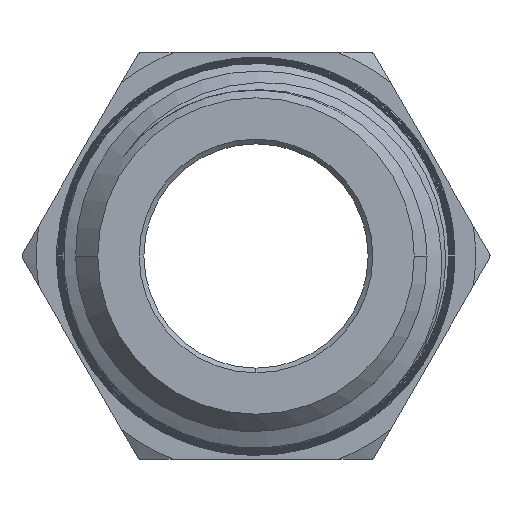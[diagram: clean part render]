
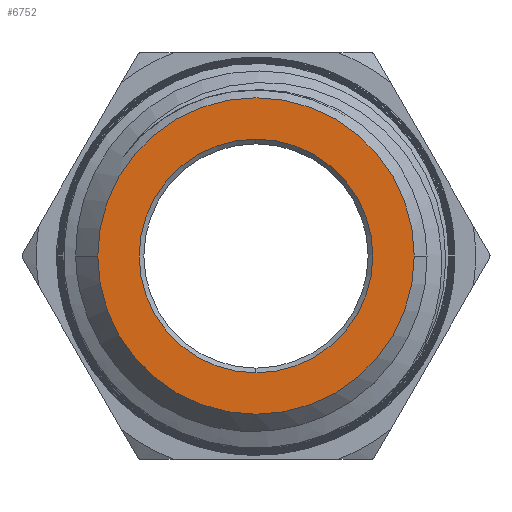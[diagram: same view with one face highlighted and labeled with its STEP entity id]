
A CAD part, left-side view. The second image highlights one B-rep face of the part: STEP entity #6752.
In plain terms, the highlighted planar face has unit normal (-1, 0, 0).
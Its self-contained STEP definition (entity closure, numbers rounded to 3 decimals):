
#2080=CARTESIAN_POINT('',(-18.05,0.,0.));
#2081=DIRECTION('',(1.,0.,0.));
#2082=DIRECTION('',(0.,-1.,0.));
#2083=AXIS2_PLACEMENT_3D('',#2080,#2081,#2082);
#2085=CARTESIAN_POINT('',(-18.05,0.,0.));
#2086=DIRECTION('',(1.,0.,0.));
#2087=DIRECTION('',(0.,1.,0.));
#2088=AXIS2_PLACEMENT_3D('',#2085,#2086,#2087);
#2090=CARTESIAN_POINT('',(-18.05,0.,0.));
#2091=DIRECTION('',(1.,0.,0.));
#2092=DIRECTION('',(0.,0.,1.));
#2093=AXIS2_PLACEMENT_3D('',#2090,#2091,#2092);
#2095=CARTESIAN_POINT('',(-18.05,0.,0.));
#2096=DIRECTION('',(1.,0.,0.));
#2097=DIRECTION('',(0.,0.,-1.));
#2098=AXIS2_PLACEMENT_3D('',#2095,#2096,#2097);
#4354=CARTESIAN_POINT('',(-18.05,-6.773,0.));
#4355=CARTESIAN_POINT('',(-18.05,6.773,0.));
#4356=VERTEX_POINT('',#4354);
#4357=VERTEX_POINT('',#4355);
#4364=CARTESIAN_POINT('',(-18.05,0.,5.));
#4365=CARTESIAN_POINT('',(-18.05,0.,-5.));
#4366=VERTEX_POINT('',#4364);
#4367=VERTEX_POINT('',#4365);
#6736=CARTESIAN_POINT('',(-18.05,0.,0.));
#6737=DIRECTION('',(1.,0.,0.));
#6738=DIRECTION('',(0.,-1.,0.));
#6739=AXIS2_PLACEMENT_3D('',#6736,#6737,#6738);
#6740=PLANE('',#6739);
#6742=ORIENTED_EDGE('',*,*,#6741,.T.);
#6744=ORIENTED_EDGE('',*,*,#6743,.T.);
#6745=EDGE_LOOP('',(#6742,#6744));
#6746=FACE_OUTER_BOUND('',#6745,.F.);
#6748=ORIENTED_EDGE('',*,*,#6747,.F.);
#6749=ORIENTED_EDGE('',*,*,#6726,.F.);
#6750=EDGE_LOOP('',(#6748,#6749));
#6751=FACE_BOUND('',#6750,.F.);
#2084=CIRCLE('',#2083,6.773);
#2089=CIRCLE('',#2088,6.773);
#2094=CIRCLE('',#2093,5.);
#2099=CIRCLE('',#2098,5.);
#6726=EDGE_CURVE('',#4367,#4366,#2099,.T.);
#6741=EDGE_CURVE('',#4356,#4357,#2084,.T.);
#6743=EDGE_CURVE('',#4357,#4356,#2089,.T.);
#6747=EDGE_CURVE('',#4366,#4367,#2094,.T.);
#6752=ADVANCED_FACE('',(#6746,#6751),#6740,.F.);
